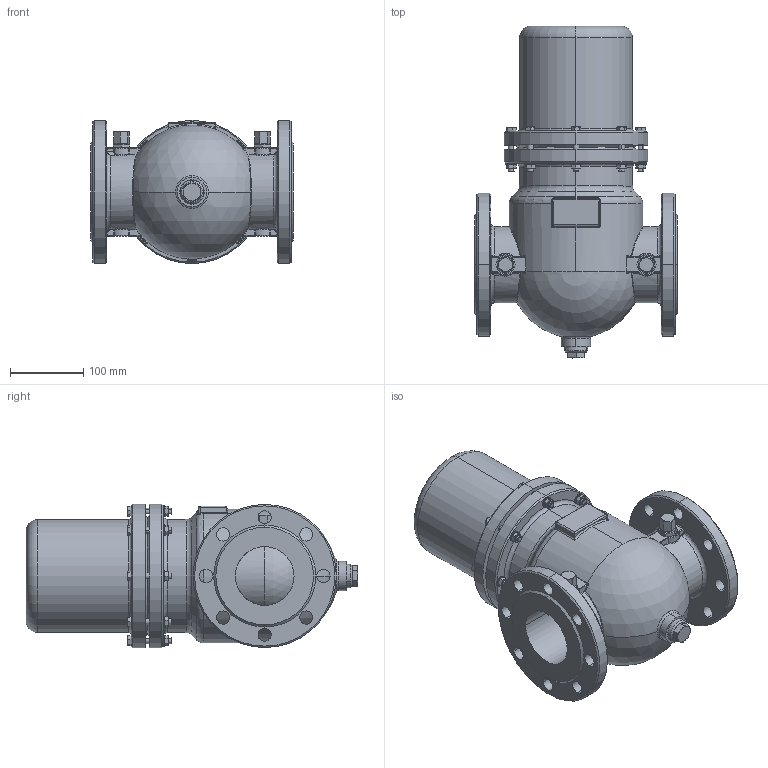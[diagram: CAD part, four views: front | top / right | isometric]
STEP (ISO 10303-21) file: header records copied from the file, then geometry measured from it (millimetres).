
FILE_DESCRIPTION (( 'STEP AP203' ), '1' );
FILE_NAME ('埼-80.STEP', '2019-11-29T09:03:38', ( '' ), ( '' ), 'SwSTEP 2.0', 'SolidWorks 2018', '' );
FILE_SCHEMA (( 'CONFIG_CONTROL_DESIGN' ));
Length unit declared in the file: millimetre
Products named in the file (18): (ﾘ琺矜); Óïëîòíèòåëü2; 埼-80 扻豵鵨; 埼-80; 婰錪襝; Êðûøêà; ч蜱齁罻; 鍔錓; 扻錪犩 1; 545-02-04 (挓鍣憵); 扻錪犩 3; 545-03-01 (扻錪犩); 538-01-05 (幄鼭歑); Óïëîòíèòåëü; ч蜱齁罻1; 挓毿骫罻1; Ãàéêà; 挓毿骫罻2
Assembly tree (42 placements, depth 3):
  埼-80
    埼-80 扻豵鵨
    Êðûøêà
    鍔錓  x8
    婰錪襝
      545-02-04 (挓鍣憵)  x2
      545-03-01 (扻錪犩)
      Óïëîòíèòåëü
      挓毿骫罻1
      挓毿骫罻2
      Óïëîòíèòåëü2
    ч蜱齁罻
    扻錪犩 1
    扻錪犩 3  x2
    538-01-05 (幄鼭歑)  x2
    ч蜱齁罻1  x2
    Ãàéêà  x8
    (ﾘ琺矜)  x8
Bounding box: 276 x 452 x 195 mm (x, y, z)
Volume: 7493323.5 mm3; surface area: 1031889.2 mm2
Topology: 41 solids, 42 shells, 1175 faces, 2600 edges, 1521 vertices
Faces by surface type: cylinder 342, cone 307, plane 287, torus 161, sphere 40, bspline 38
Entity records: 26264 total; most frequent: CARTESIAN_POINT 8143, DIRECTION 3564, ORIENTED_EDGE 3046, AXIS2_PLACEMENT_3D 1553, EDGE_CURVE 1523, VERTEX_POINT 902, CIRCLE 859, EDGE_LOOP 801
